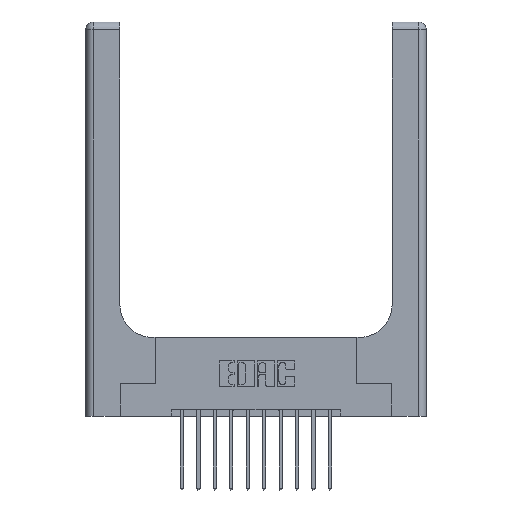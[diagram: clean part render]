
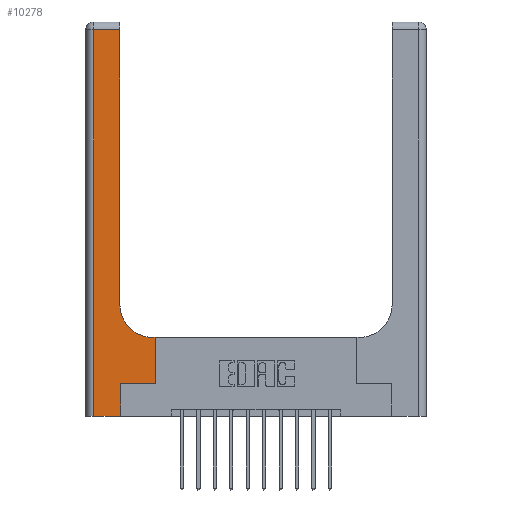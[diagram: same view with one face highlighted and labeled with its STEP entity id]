
A CAD part, top view. The second image highlights one B-rep face of the part: STEP entity #10278.
In plain terms, the highlighted planar face has unit normal (0, 0, 1).
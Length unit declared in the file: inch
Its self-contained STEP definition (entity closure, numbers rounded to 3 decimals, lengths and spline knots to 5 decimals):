
#265 = EDGE_CURVE ( 'NONE', #9831, #16353, #4059, .T. ) ;
#320 = VERTEX_POINT ( 'NONE', #3061 ) ;
#1032 = DIRECTION ( 'NONE',  ( -1., 0., 0. ) ) ;
#1095 = ORIENTED_EDGE ( 'NONE', *, *, #2243, .T. ) ;
#1656 = CARTESIAN_POINT ( 'NONE',  ( 0.26, 2.94, 0.37 ) ) ;
#2238 = EDGE_CURVE ( 'NONE', #320, #5031, #10929, .T. ) ;
#2243 = EDGE_CURVE ( 'NONE', #5122, #5087, #16022, .T. ) ;
#2421 = DIRECTION ( 'NONE',  ( 1., 0., 0. ) ) ;
#2568 = CARTESIAN_POINT ( 'NONE',  ( 0.528, 0.25, 0.37 ) ) ;
#3061 = CARTESIAN_POINT ( 'NONE',  ( 0.265, 0., 0.37 ) ) ;
#3408 = CARTESIAN_POINT ( 'NONE',  ( 0., 3., 0.37 ) ) ;
#3577 = CARTESIAN_POINT ( 'NONE',  ( 0.06, 3., 0.37 ) ) ;
#3666 = ORIENTED_EDGE ( 'NONE', *, *, #7980, .T. ) ;
#3889 = EDGE_CURVE ( 'NONE', #16353, #14730, #7834, .T. ) ;
#4041 = AXIS2_PLACEMENT_3D ( 'NONE', #9990, #8743, #2421 ) ;
#4059 = LINE ( 'NONE', #15652, #7197 ) ;
#4273 = EDGE_CURVE ( 'NONE', #5087, #9831, #4824, .T. ) ;
#4495 = CARTESIAN_POINT ( 'NONE',  ( 0.265, 0., 0.37 ) ) ;
#4497 = EDGE_CURVE ( 'NONE', #10805, #5122, #11913, .T. ) ;
#4582 = CARTESIAN_POINT ( 'NONE',  ( 0.26, 0.6, 0.37 ) ) ;
#4643 = PLANE ( 'NONE',  #9601 ) ;
#4811 = LINE ( 'NONE', #3577, #7245 ) ;
#4824 = CIRCLE ( 'NONE', #4041, 0.25 ) ;
#5031 = VERTEX_POINT ( 'NONE', #14558 ) ;
#5087 = VERTEX_POINT ( 'NONE', #11124 ) ;
#5122 = VERTEX_POINT ( 'NONE', #9945 ) ;
#5626 = DIRECTION ( 'NONE',  ( 0., 1., 0. ) ) ;
#6402 = ORIENTED_EDGE ( 'NONE', *, *, #13579, .T. ) ;
#7197 = VECTOR ( 'NONE', #13005, 39.37008 ) ;
#7218 = EDGE_LOOP ( 'NONE', ( #9289, #9295, #6402, #16181, #15276, #3666, #12127, #1095, #13663 ) ) ;
#7234 = EDGE_CURVE ( 'NONE', #13090, #320, #10607, .T. ) ;
#7245 = VECTOR ( 'NONE', #11084, 39.37008 ) ;
#7702 = VECTOR ( 'NONE', #1032, 39.37008 ) ;
#7834 = LINE ( 'NONE', #12780, #14612 ) ;
#7980 = EDGE_CURVE ( 'NONE', #5031, #10805, #15573, .T. ) ;
#8743 = DIRECTION ( 'NONE',  ( 0., 0., -1. ) ) ;
#9289 = ORIENTED_EDGE ( 'NONE', *, *, #265, .T. ) ;
#9295 = ORIENTED_EDGE ( 'NONE', *, *, #3889, .T. ) ;
#9593 = DIRECTION ( 'NONE',  ( 0., 1., 0. ) ) ;
#9601 = AXIS2_PLACEMENT_3D ( 'NONE', #3408, #9736, #13599 ) ;
#9736 = DIRECTION ( 'NONE',  ( 0., 0., -1. ) ) ;
#9758 = CARTESIAN_POINT ( 'NONE',  ( 0.26, 0.85, 0.37 ) ) ;
#9831 = VERTEX_POINT ( 'NONE', #9758 ) ;
#9945 = CARTESIAN_POINT ( 'NONE',  ( 0.528, 0.6, 0.37 ) ) ;
#9990 = CARTESIAN_POINT ( 'NONE',  ( 0.51, 0.85, 0.37 ) ) ;
#10278 = ADVANCED_FACE ( 'NONE', ( #10998 ), #4643, .F. ) ;
#10607 = LINE ( 'NONE', #15709, #15664 ) ;
#10805 = VERTEX_POINT ( 'NONE', #2568 ) ;
#10880 = VECTOR ( 'NONE', #9593, 39.37008 ) ;
#10929 = LINE ( 'NONE', #4495, #10880 ) ;
#10998 = FACE_OUTER_BOUND ( 'NONE', #7218, .T. ) ;
#11084 = DIRECTION ( 'NONE',  ( 0., -1., 0. ) ) ;
#11124 = CARTESIAN_POINT ( 'NONE',  ( 0.51, 0.6, 0.37 ) ) ;
#11487 = CARTESIAN_POINT ( 'NONE',  ( 0.265, 0.25, 0.37 ) ) ;
#11754 = DIRECTION ( 'NONE',  ( -1., 0., 0. ) ) ;
#11913 = LINE ( 'NONE', #15662, #13391 ) ;
#12127 = ORIENTED_EDGE ( 'NONE', *, *, #4497, .T. ) ;
#12238 = VECTOR ( 'NONE', #14326, 39.37008 ) ;
#12360 = CARTESIAN_POINT ( 'NONE',  ( 0.06, 0., 0.37 ) ) ;
#12780 = CARTESIAN_POINT ( 'NONE',  ( 0., 2.94, 0.37 ) ) ;
#13005 = DIRECTION ( 'NONE',  ( 0., 1., 0. ) ) ;
#13090 = VERTEX_POINT ( 'NONE', #12360 ) ;
#13391 = VECTOR ( 'NONE', #5626, 39.37008 ) ;
#13579 = EDGE_CURVE ( 'NONE', #14730, #13090, #4811, .T. ) ;
#13599 = DIRECTION ( 'NONE',  ( -1., 0., 0. ) ) ;
#13663 = ORIENTED_EDGE ( 'NONE', *, *, #4273, .T. ) ;
#14326 = DIRECTION ( 'NONE',  ( 1., 0., 0. ) ) ;
#14386 = DIRECTION ( 'NONE',  ( 1., 0., 0. ) ) ;
#14558 = CARTESIAN_POINT ( 'NONE',  ( 0.265, 0.25, 0.37 ) ) ;
#14612 = VECTOR ( 'NONE', #11754, 39.37008 ) ;
#14730 = VERTEX_POINT ( 'NONE', #16008 ) ;
#15276 = ORIENTED_EDGE ( 'NONE', *, *, #2238, .T. ) ;
#15573 = LINE ( 'NONE', #11487, #12238 ) ;
#15652 = CARTESIAN_POINT ( 'NONE',  ( 0.26, 3., 0.37 ) ) ;
#15662 = CARTESIAN_POINT ( 'NONE',  ( 0.528, 0.25, 0.37 ) ) ;
#15664 = VECTOR ( 'NONE', #14386, 39.37008 ) ;
#15709 = CARTESIAN_POINT ( 'NONE',  ( 0., 0., 0.37 ) ) ;
#16008 = CARTESIAN_POINT ( 'NONE',  ( 0.06, 2.94, 0.37 ) ) ;
#16022 = LINE ( 'NONE', #4582, #7702 ) ;
#16181 = ORIENTED_EDGE ( 'NONE', *, *, #7234, .T. ) ;
#16353 = VERTEX_POINT ( 'NONE', #1656 ) ;
